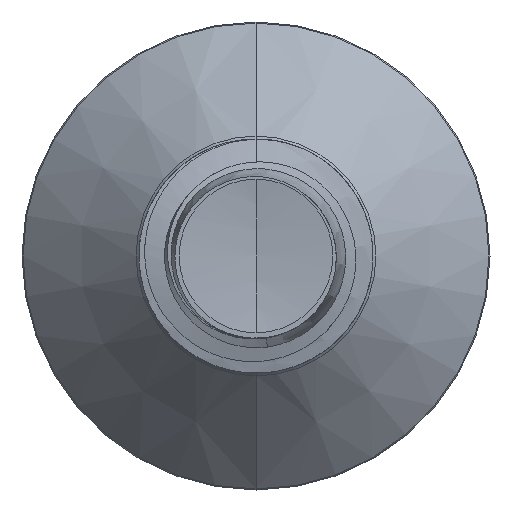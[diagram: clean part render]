
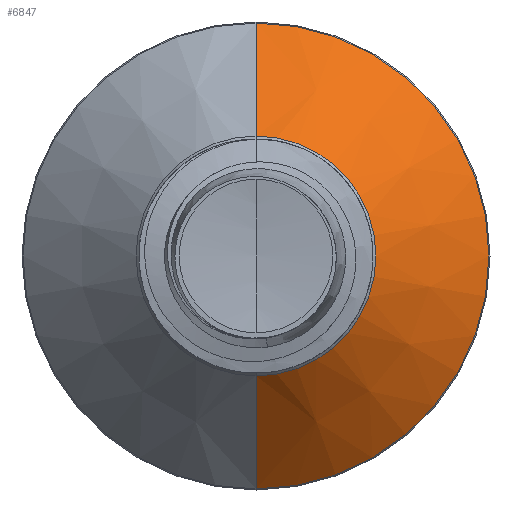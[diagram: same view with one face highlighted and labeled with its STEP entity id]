
A CAD part, front view. The second image highlights one B-rep face of the part: STEP entity #6847.
In plain terms, the highlighted conical face has half-angle 45 degrees and reference radius 2.563 mm.
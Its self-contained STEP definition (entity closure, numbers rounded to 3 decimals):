
#345 = CARTESIAN_POINT ( 'NONE',  ( 0., 12.813, 2.563 ) ) ;
#494 = VERTEX_POINT ( 'NONE', #7689 ) ;
#773 = DIRECTION ( 'NONE',  ( 0., 0.707, 0.707 ) ) ;
#1015 = DIRECTION ( 'NONE',  ( 0., 1., 0. ) ) ;
#1919 = EDGE_CURVE ( 'NONE', #19576, #8840, #9125, .T. ) ;
#2272 = CARTESIAN_POINT ( 'NONE',  ( 0., 12.813, 0. ) ) ;
#2365 = FACE_OUTER_BOUND ( 'NONE', #17825, .T. ) ;
#3635 = EDGE_CURVE ( 'NONE', #494, #15045, #9400, .T. ) ;
#4125 = DIRECTION ( 'NONE',  ( 0., 0., 1. ) ) ;
#4628 = DIRECTION ( 'NONE',  ( 0., 0., 1. ) ) ;
#4731 = CARTESIAN_POINT ( 'NONE',  ( 0., 15.228, 4.978 ) ) ;
#5358 = AXIS2_PLACEMENT_3D ( 'NONE', #12210, #1015, #14030 ) ;
#5658 = CARTESIAN_POINT ( 'NONE',  ( 0., 12.813, 2.563 ) ) ;
#6847 = ADVANCED_FACE ( 'NONE', ( #2365 ), #20994, .T. ) ;
#6919 = CARTESIAN_POINT ( 'NONE',  ( 0., 12.813, -2.563 ) ) ;
#7069 = EDGE_CURVE ( 'NONE', #19576, #494, #16619, .T. ) ;
#7689 = CARTESIAN_POINT ( 'NONE',  ( 0., 12.813, -2.563 ) ) ;
#8070 = ORIENTED_EDGE ( 'NONE', *, *, #7069, .T. ) ;
#8540 = CARTESIAN_POINT ( 'NONE',  ( 0., 15.228, -4.978 ) ) ;
#8840 = VERTEX_POINT ( 'NONE', #4731 ) ;
#9125 = LINE ( 'NONE', #345, #12891 ) ;
#9400 = LINE ( 'NONE', #6919, #14286 ) ;
#11238 = CIRCLE ( 'NONE', #5358, 4.978 ) ;
#12210 = CARTESIAN_POINT ( 'NONE',  ( 0., 15.228, 0. ) ) ;
#12891 = VECTOR ( 'NONE', #773, 1000. ) ;
#13417 = AXIS2_PLACEMENT_3D ( 'NONE', #21405, #19519, #4628 ) ;
#14030 = DIRECTION ( 'NONE',  ( 0., 0., 1. ) ) ;
#14286 = VECTOR ( 'NONE', #18039, 1000. ) ;
#15045 = VERTEX_POINT ( 'NONE', #8540 ) ;
#15273 = DIRECTION ( 'NONE',  ( 0., 1., 0. ) ) ;
#16166 = ORIENTED_EDGE ( 'NONE', *, *, #1919, .F. ) ;
#16619 = CIRCLE ( 'NONE', #17148, 2.563 ) ;
#17148 = AXIS2_PLACEMENT_3D ( 'NONE', #2272, #15273, #4125 ) ;
#17825 = EDGE_LOOP ( 'NONE', ( #8070, #19971, #23160, #16166 ) ) ;
#18039 = DIRECTION ( 'NONE',  ( 0., 0.707, -0.707 ) ) ;
#19519 = DIRECTION ( 'NONE',  ( 0., 1., 0. ) ) ;
#19576 = VERTEX_POINT ( 'NONE', #5658 ) ;
#19971 = ORIENTED_EDGE ( 'NONE', *, *, #3635, .T. ) ;
#20994 = CONICAL_SURFACE ( 'NONE', #13417, 2.563, 0.785 ) ;
#21405 = CARTESIAN_POINT ( 'NONE',  ( 0., 12.813, 0. ) ) ;
#22170 = EDGE_CURVE ( 'NONE', #8840, #15045, #11238, .T. ) ;
#23160 = ORIENTED_EDGE ( 'NONE', *, *, #22170, .F. ) ;
